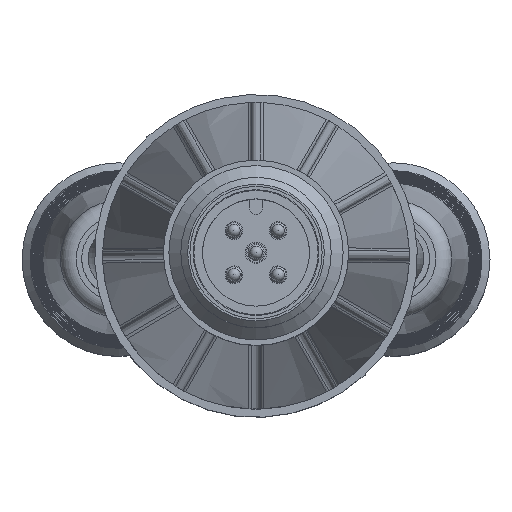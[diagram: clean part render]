
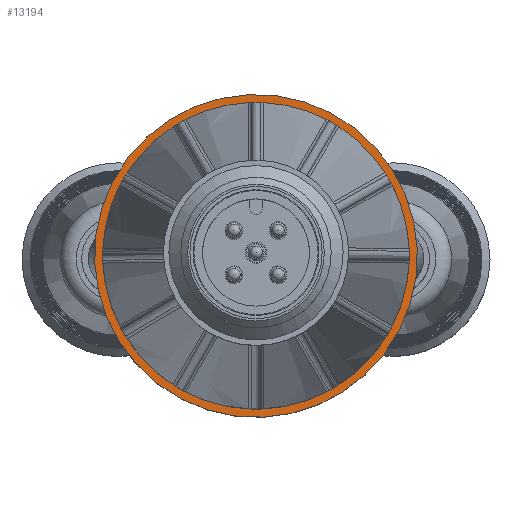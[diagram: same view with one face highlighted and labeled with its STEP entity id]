
A CAD part, top view. The second image highlights one B-rep face of the part: STEP entity #13194.
In plain terms, the highlighted planar face has unit normal (0, 0, 1).
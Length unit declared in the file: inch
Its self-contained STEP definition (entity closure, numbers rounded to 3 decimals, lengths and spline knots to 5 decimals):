
#2636=FACE_BOUND('',#4469,.T.);
#3410=FACE_OUTER_BOUND('',#4468,.T.);
#4468=EDGE_LOOP('',(#11062));
#4469=EDGE_LOOP('',(#11063));
#4748=CIRCLE('',#13810,0.445);
#4942=CIRCLE('',#14432,0.5);
#5632=VERTEX_POINT('',#21178);
#6110=VERTEX_POINT('',#23688);
#7016=EDGE_CURVE('',#5632,#5632,#4748,.T.);
#7772=EDGE_CURVE('',#6110,#6110,#4942,.T.);
#11062=ORIENTED_EDGE('',*,*,#7772,.F.);
#11063=ORIENTED_EDGE('',*,*,#7016,.F.);
#11638=PLANE('',#14431);
#13194=ADVANCED_FACE('',(#3410,#2636),#11638,.T.);
#13810=AXIS2_PLACEMENT_3D('',#21179,#16101,#16102);
#14431=AXIS2_PLACEMENT_3D('',#23687,#17673,#17674);
#14432=AXIS2_PLACEMENT_3D('',#23689,#17675,#17676);
#16101=DIRECTION('center_axis',(0.,0.,
1.));
#16102=DIRECTION('ref_axis',(1.,0.,0.));
#17673=DIRECTION('center_axis',(0.,0.,
1.));
#17674=DIRECTION('ref_axis',(0.954,-0.301,0.));
#17675=DIRECTION('center_axis',(0.,0.,
-1.));
#17676=DIRECTION('ref_axis',(-0.301,-0.954,0.));
#21178=CARTESIAN_POINT('',(0.,-0.445,-5.64727));
#21179=CARTESIAN_POINT('Origin',(0.,0.,
-5.64727));
#23687=CARTESIAN_POINT('Origin',(-0.07513,-0.23844,
-5.64727));
#23688=CARTESIAN_POINT('',(-0.15027,-0.47688,-5.64727));
#23689=CARTESIAN_POINT('Origin',(0.,0.,
-5.64727));
